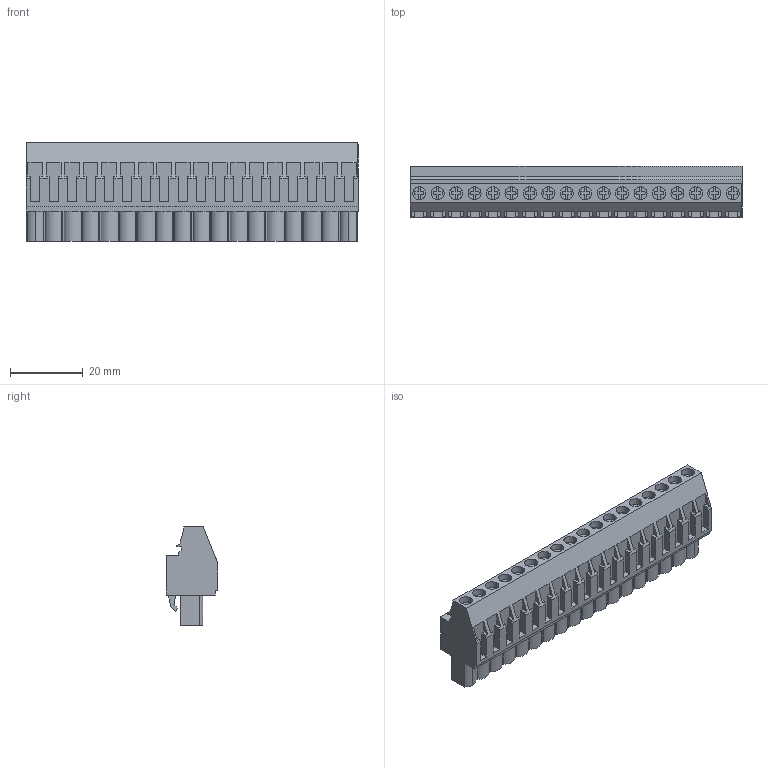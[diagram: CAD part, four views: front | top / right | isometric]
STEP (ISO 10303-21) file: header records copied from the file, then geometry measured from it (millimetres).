
FILE_DESCRIPTION(('CATIA V5 STEP','CAx-IF Rec.Pracs.--- Model Styling and Organization---1.2---2011-12-15'),'2;1');
FILE_NAME ('D1467905_0_1948170000_1948170000.stp','2017-09-08T12:13:43+00:00',('none'),('Weidmueller'),'CATIA Version 5-6 Release 2014','CATIA V5 STEP AP214','none');
FILE_SCHEMA(('AUTOMOTIVE_DESIGN { 1 0 10303 214 1 1 1 1 }'));
Length unit declared in the file: millimetre
Products named in the file (1): 1948170000
Bounding box: 91.44 x 14.1 x 27.2 mm (x, y, z)
Volume: 20812 mm3; surface area: 11948.9 mm2
Topology: 19 solids, 19 shells, 1170 faces, 3241 edges, 2184 vertices
Faces by surface type: plane 1006, cylinder 160, extrusion 4
Entity records: 35084 total; most frequent: CARTESIAN_POINT 6753, ORIENTED_EDGE 6482, DIRECTION 4715, EDGE_CURVE 3241, VECTOR 2845, LINE 2841, VERTEX_POINT 2184, EDGE_LOOP 1245
